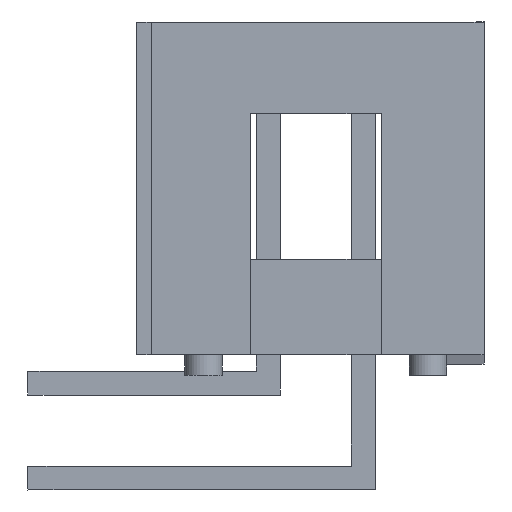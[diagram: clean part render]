
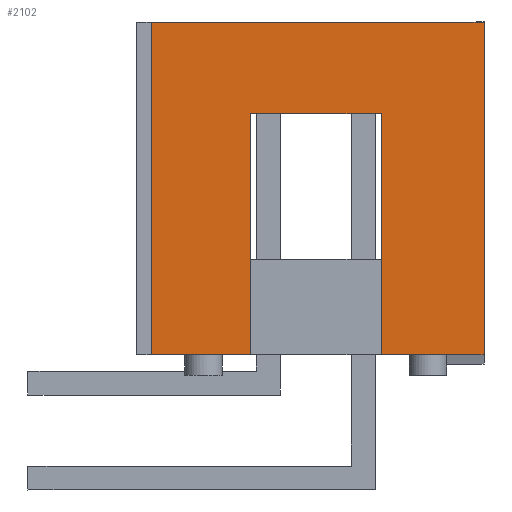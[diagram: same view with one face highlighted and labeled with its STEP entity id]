
A CAD part, left-side view. The second image highlights one B-rep face of the part: STEP entity #2102.
In plain terms, the highlighted planar face has unit normal (-1, 0, 0).
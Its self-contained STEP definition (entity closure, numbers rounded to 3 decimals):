
#2102=ADVANCED_FACE('',(#2746),#2425,.T.);
#2425=PLANE('',#8246);
#2746=FACE_OUTER_BOUND('',#3098,.T.);
#3098=EDGE_LOOP('',(#4514,#4515,#4516,#4517,#4518,#4519,#4520,#4521));
#4514=ORIENTED_EDGE('',*,*,#6184,.T.);
#4515=ORIENTED_EDGE('',*,*,#6181,.T.);
#4516=ORIENTED_EDGE('',*,*,#6185,.T.);
#4517=ORIENTED_EDGE('',*,*,#6186,.T.);
#4518=ORIENTED_EDGE('',*,*,#6187,.T.);
#4519=ORIENTED_EDGE('',*,*,#6031,.F.);
#4520=ORIENTED_EDGE('',*,*,#6188,.T.);
#4521=ORIENTED_EDGE('',*,*,#6084,.T.);
#5267=VERTEX_POINT('',#11073);
#5268=VERTEX_POINT('',#11075);
#5304=VERTEX_POINT('',#11184);
#5305=VERTEX_POINT('',#11186);
#5373=VERTEX_POINT('',#11378);
#5374=VERTEX_POINT('',#11379);
#5375=VERTEX_POINT('',#11386);
#5376=VERTEX_POINT('',#11388);
#6031=EDGE_CURVE('',#5267,#5268,#6870,.T.);
#6084=EDGE_CURVE('',#5305,#5304,#6923,.T.);
#6181=EDGE_CURVE('',#5373,#5374,#7018,.T.);
#6184=EDGE_CURVE('',#5304,#5373,#7021,.T.);
#6185=EDGE_CURVE('',#5374,#5375,#7022,.T.);
#6186=EDGE_CURVE('',#5375,#5376,#7023,.T.);
#6187=EDGE_CURVE('',#5376,#5268,#7024,.T.);
#6188=EDGE_CURVE('',#5267,#5305,#7025,.T.);
#6870=LINE('',#11074,#7703);
#6923=LINE('',#11185,#7756);
#7018=LINE('',#11377,#7851);
#7021=LINE('',#11383,#7854);
#7022=LINE('',#11385,#7855);
#7023=LINE('',#11387,#7856);
#7024=LINE('',#11389,#7857);
#7025=LINE('',#11390,#7858);
#7703=VECTOR('',#9394,1.);
#7756=VECTOR('',#9489,1.);
#7851=VECTOR('',#9642,1.);
#7854=VECTOR('',#9647,1.);
#7855=VECTOR('',#9650,1.);
#7856=VECTOR('',#9651,1.);
#7857=VECTOR('',#9652,1.);
#7858=VECTOR('',#9653,1.);
#8246=AXIS2_PLACEMENT_3D('',#11391,#9654,#9655);
#9394=DIRECTION('',(0.,0.,1.));
#9489=DIRECTION('',(0.,0.,1.));
#9642=DIRECTION('',(0.,0.,-1.));
#9647=DIRECTION('',(0.,-1.,0.));
#9650=DIRECTION('',(0.,-1.,0.));
#9651=DIRECTION('',(0.,0.,1.));
#9652=DIRECTION('',(0.,1.,0.));
#9653=DIRECTION('',(0.,-1.,0.));
#9654=DIRECTION('',(-1.,0.,0.));
#9655=DIRECTION('',(0.,-1.,0.));
#11073=CARTESIAN_POINT('',(-16.5,4.4,-8.9));
#11074=CARTESIAN_POINT('',(-16.5,4.4,-8.9));
#11075=CARTESIAN_POINT('',(-16.5,4.4,0.));
#11184=CARTESIAN_POINT('',(-16.5,1.75,-2.45));
#11185=CARTESIAN_POINT('',(-16.5,1.75,-8.9));
#11186=CARTESIAN_POINT('',(-16.5,1.75,-8.9));
#11377=CARTESIAN_POINT('',(-16.5,-1.75,-2.45));
#11378=CARTESIAN_POINT('',(-16.5,-1.75,-2.45));
#11379=CARTESIAN_POINT('',(-16.5,-1.75,-8.9));
#11383=CARTESIAN_POINT('',(-16.5,1.75,-2.45));
#11385=CARTESIAN_POINT('',(-16.5,-1.75,-8.9));
#11386=CARTESIAN_POINT('',(-16.5,-4.5,-8.9));
#11387=CARTESIAN_POINT('',(-16.5,-4.5,-8.9));
#11388=CARTESIAN_POINT('',(-16.5,-4.5,0.));
#11389=CARTESIAN_POINT('',(-16.5,-4.45,0.));
#11390=CARTESIAN_POINT('',(-16.5,4.45,-8.9));
#11391=CARTESIAN_POINT('',(-16.5,4.45,-8.9));
